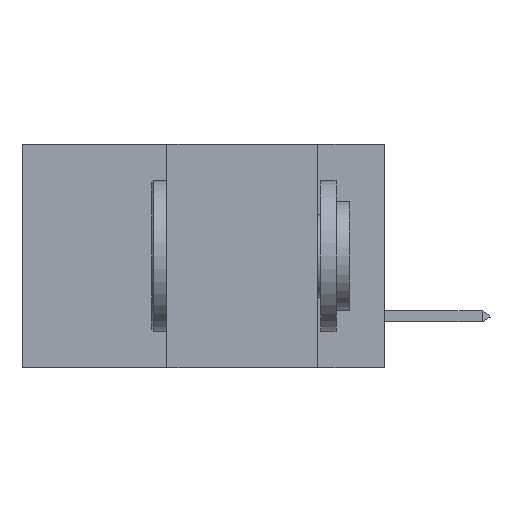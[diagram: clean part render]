
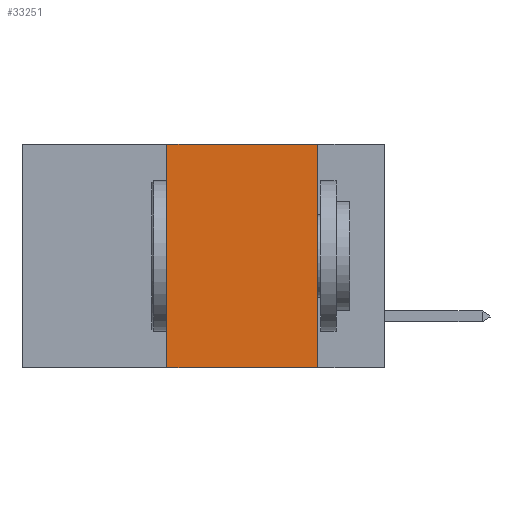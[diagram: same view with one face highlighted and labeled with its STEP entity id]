
A CAD part, left-side view. The second image highlights one B-rep face of the part: STEP entity #33251.
In plain terms, the highlighted planar face has unit normal (-1, 0, 0).
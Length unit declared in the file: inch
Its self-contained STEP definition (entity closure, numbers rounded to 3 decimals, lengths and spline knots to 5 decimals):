
#641 = ORIENTED_EDGE ( 'NONE', *, *, #4703, .F. ) ;
#1718 = ORIENTED_EDGE ( 'NONE', *, *, #2328, .F. ) ;
#2288 = DIRECTION ( 'NONE',  ( 0., -1., 0. ) ) ;
#2328 = EDGE_CURVE ( 'NONE', #29237, #25554, #13858, .T. ) ;
#3242 = CARTESIAN_POINT ( 'NONE',  ( 0., 0.11, 0. ) ) ;
#3305 = EDGE_CURVE ( 'NONE', #25554, #12632, #4233, .T. ) ;
#4154 = CARTESIAN_POINT ( 'NONE',  ( 0., 0.6, 0. ) ) ;
#4233 = LINE ( 'NONE', #18670, #34145 ) ;
#4703 = EDGE_CURVE ( 'NONE', #22005, #29237, #34027, .T. ) ;
#4776 = DIRECTION ( 'NONE',  ( 0., -1., 0. ) ) ;
#5593 = CARTESIAN_POINT ( 'NONE',  ( 0., 0.11, -0.37 ) ) ;
#7639 = DIRECTION ( 'NONE',  ( 0., 0., 1. ) ) ;
#7970 = DIRECTION ( 'NONE',  ( 0., 0., -1. ) ) ;
#11175 = VECTOR ( 'NONE', #7639, 39.37008 ) ;
#11893 = AXIS2_PLACEMENT_3D ( 'NONE', #4154, #24582, #16701 ) ;
#12632 = VERTEX_POINT ( 'NONE', #5593 ) ;
#13858 = LINE ( 'NONE', #23145, #20954 ) ;
#14036 = PLANE ( 'NONE',  #11893 ) ;
#15100 = CARTESIAN_POINT ( 'NONE',  ( 0., 0.36, -0.37 ) ) ;
#16701 = DIRECTION ( 'NONE',  ( 0., 0., -1. ) ) ;
#18670 = CARTESIAN_POINT ( 'NONE',  ( 0., 0.11, 0. ) ) ;
#20954 = VECTOR ( 'NONE', #4776, 39.37008 ) ;
#21066 = ORIENTED_EDGE ( 'NONE', *, *, #26544, .T. ) ;
#21570 = FACE_OUTER_BOUND ( 'NONE', #30376, .T. ) ;
#22005 = VERTEX_POINT ( 'NONE', #15100 ) ;
#22227 = VECTOR ( 'NONE', #2288, 39.37008 ) ;
#22630 = LINE ( 'NONE', #26210, #22227 ) ;
#23145 = CARTESIAN_POINT ( 'NONE',  ( 0., 0.6, 0. ) ) ;
#24582 = DIRECTION ( 'NONE',  ( 1., 0., 0. ) ) ;
#24599 = CARTESIAN_POINT ( 'NONE',  ( 0., 0.36, 0. ) ) ;
#25554 = VERTEX_POINT ( 'NONE', #3242 ) ;
#26210 = CARTESIAN_POINT ( 'NONE',  ( 0., 0.6, -0.37 ) ) ;
#26544 = EDGE_CURVE ( 'NONE', #22005, #12632, #22630, .T. ) ;
#27925 = CARTESIAN_POINT ( 'NONE',  ( 0., 0.36, 0. ) ) ;
#29237 = VERTEX_POINT ( 'NONE', #27925 ) ;
#30376 = EDGE_LOOP ( 'NONE', ( #32029, #1718, #641, #21066 ) ) ;
#32029 = ORIENTED_EDGE ( 'NONE', *, *, #3305, .F. ) ;
#33251 = ADVANCED_FACE ( 'NONE', ( #21570 ), #14036, .F. ) ;
#34027 = LINE ( 'NONE', #24599, #11175 ) ;
#34145 = VECTOR ( 'NONE', #7970, 39.37008 ) ;
